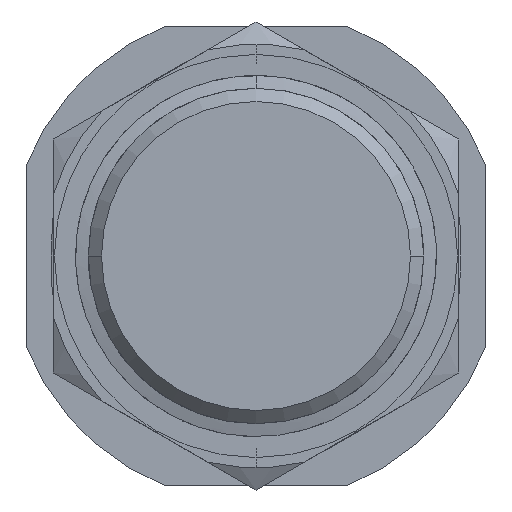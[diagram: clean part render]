
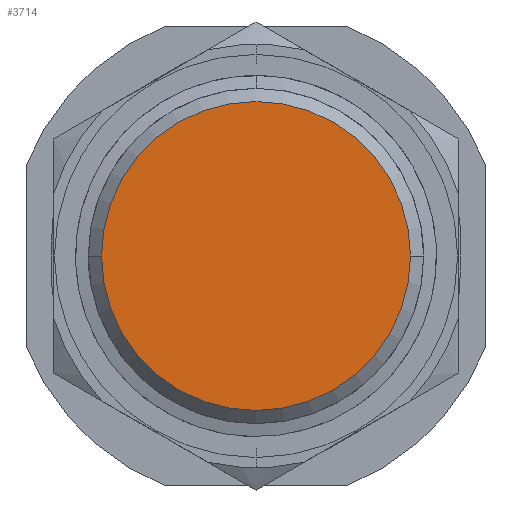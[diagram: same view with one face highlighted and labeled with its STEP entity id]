
A CAD part, left-side view. The second image highlights one B-rep face of the part: STEP entity #3714.
In plain terms, the highlighted planar face has unit normal (-1, 0, 0).
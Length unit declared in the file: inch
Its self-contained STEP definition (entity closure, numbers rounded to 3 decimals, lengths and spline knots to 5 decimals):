
#1711=CARTESIAN_POINT('',(0.,0.,0.));
#1712=DIRECTION('',(1.,0.,0.));
#1713=DIRECTION('',(0.,-1.,0.));
#1714=AXIS2_PLACEMENT_3D('',#1711,#1712,#1713);
#1735=CARTESIAN_POINT('',(0.,0.,0.));
#1736=DIRECTION('',(1.,0.,0.));
#1737=DIRECTION('',(0.,1.,0.));
#1738=AXIS2_PLACEMENT_3D('',#1735,#1736,#1737);
#1925=CARTESIAN_POINT('',(0.,-0.5475,0.));
#1926=CARTESIAN_POINT('',(0.,0.5475,0.));
#1927=VERTEX_POINT('',#1925);
#1928=VERTEX_POINT('',#1926);
#3704=CARTESIAN_POINT('',(0.,0.,0.));
#3705=DIRECTION('',(-1.,0.,0.));
#3706=DIRECTION('',(0.,-1.,0.));
#3707=AXIS2_PLACEMENT_3D('',#3704,#3705,#3706);
#3708=PLANE('',#3707);
#3710=ORIENTED_EDGE('',*,*,#3709,.T.);
#3711=ORIENTED_EDGE('',*,*,#3694,.T.);
#3712=EDGE_LOOP('',(#3710,#3711));
#3713=FACE_OUTER_BOUND('',#3712,.F.);
#3714=ADVANCED_FACE('',(#3713),#3708,.T.);
#1715=CIRCLE('',#1714,0.5475);
#1739=CIRCLE('',#1738,0.5475);
#3694=EDGE_CURVE('',#1927,#1928,#1715,.T.);
#3709=EDGE_CURVE('',#1928,#1927,#1739,.T.);
